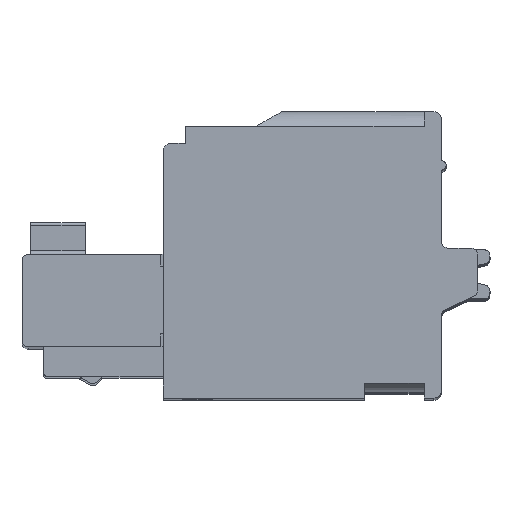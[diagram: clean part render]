
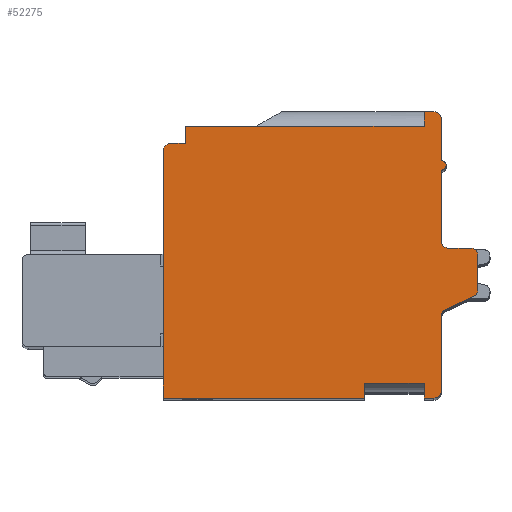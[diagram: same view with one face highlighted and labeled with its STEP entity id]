
A CAD part, top view. The second image highlights one B-rep face of the part: STEP entity #52275.
In plain terms, the highlighted planar face has unit normal (0, 0, 1).
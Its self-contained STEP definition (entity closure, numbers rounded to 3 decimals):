
#333=DIRECTION('',(0.,1.,0.));
#334=VECTOR('',#333,3.059);
#335=CARTESIAN_POINT('',(0.7,0.3,35.));
#336=LINE('',#335,#334);
#3318=DIRECTION('',(0.,-1.,0.));
#3319=VECTOR('',#3318,0.6);
#3320=CARTESIAN_POINT('',(0.,0.6,35.));
#3321=LINE('',#3320,#3319);
#10505=DIRECTION('',(0.,-1.,0.));
#10506=VECTOR('',#10505,0.7);
#10507=CARTESIAN_POINT('',(-9.8,11.15,35.));
#10508=LINE('',#10507,#10506);
#10633=DIRECTION('',(-1.,0.,0.));
#10634=VECTOR('',#10633,9.8);
#10635=CARTESIAN_POINT('',(0.,11.15,35.));
#10636=LINE('',#10635,#10634);
#12117=CARTESIAN_POINT('',(0.7,9.55,35.));
#12118=DIRECTION('',(0.,0.,1.));
#12119=DIRECTION('',(0.,-1.,0.));
#12120=AXIS2_PLACEMENT_3D('',#12117,#12118,#12119);
#12311=DIRECTION('',(0.,1.,0.));
#12312=VECTOR('',#12311,2.9);
#12313=CARTESIAN_POINT('',(0.7,6.45,35.));
#12314=LINE('',#12313,#12312);
#12627=DIRECTION('',(0.,1.,0.));
#12628=VECTOR('',#12627,10.15);
#12629=CARTESIAN_POINT('',(-10.7,0.,35.));
#12630=LINE('',#12629,#12628);
#12631=CARTESIAN_POINT('',(-10.4,10.15,35.));
#12632=DIRECTION('',(0.,0.,-1.));
#12633=DIRECTION('',(-1.,0.,0.));
#12634=AXIS2_PLACEMENT_3D('',#12631,#12632,#12633);
#12636=DIRECTION('',(1.,0.,0.));
#12637=VECTOR('',#12636,0.6);
#12638=CARTESIAN_POINT('',(-10.4,10.45,35.));
#12639=LINE('',#12638,#12637);
#12640=DIRECTION('',(1.,0.,0.));
#12641=VECTOR('',#12640,0.4);
#12642=CARTESIAN_POINT('',(0.,11.75,35.));
#12643=LINE('',#12642,#12641);
#12644=CARTESIAN_POINT('',(0.4,11.45,35.));
#12645=DIRECTION('',(0.,0.,-1.));
#12646=DIRECTION('',(0.,1.,0.));
#12647=AXIS2_PLACEMENT_3D('',#12644,#12645,#12646);
#12649=DIRECTION('',(0.,-1.,0.));
#12650=VECTOR('',#12649,1.7);
#12651=CARTESIAN_POINT('',(0.7,11.45,35.));
#12652=LINE('',#12651,#12650);
#12653=CARTESIAN_POINT('',(1.,6.45,35.));
#12654=DIRECTION('',(0.,0.,1.));
#12655=DIRECTION('',(-1.,0.,0.));
#12656=AXIS2_PLACEMENT_3D('',#12653,#12654,#12655);
#12658=DIRECTION('',(1.,0.,0.));
#12659=VECTOR('',#12658,0.9);
#12660=CARTESIAN_POINT('',(1.,6.15,35.));
#12661=LINE('',#12660,#12659);
#12662=CARTESIAN_POINT('',(1.9,5.85,35.));
#12663=DIRECTION('',(0.,0.,-1.));
#12664=DIRECTION('',(0.,1.,0.));
#12665=AXIS2_PLACEMENT_3D('',#12662,#12663,#12664);
#12667=DIRECTION('',(0.,-1.,0.));
#12668=VECTOR('',#12667,1.409);
#12669=CARTESIAN_POINT('',(2.2,5.85,35.));
#12670=LINE('',#12669,#12668);
#12671=CARTESIAN_POINT('',(1.9,4.441,35.));
#12672=DIRECTION('',(0.,0.,-1.));
#12673=DIRECTION('',(1.,0.,0.));
#12674=AXIS2_PLACEMENT_3D('',#12671,#12672,#12673);
#12676=DIRECTION('',(-0.906,-0.423,0.));
#12677=VECTOR('',#12676,1.273);
#12678=CARTESIAN_POINT('',(2.027,4.169,35.));
#12679=LINE('',#12678,#12677);
#12680=CARTESIAN_POINT('',(1.,3.359,35.));
#12681=DIRECTION('',(0.,0.,1.));
#12682=DIRECTION('',(-0.423,0.906,0.));
#12683=AXIS2_PLACEMENT_3D('',#12680,#12681,#12682);
#12685=CARTESIAN_POINT('',(0.4,0.3,35.));
#12686=DIRECTION('',(0.,0.,-1.));
#12687=DIRECTION('',(1.,0.,0.));
#12688=AXIS2_PLACEMENT_3D('',#12685,#12686,#12687);
#12690=DIRECTION('',(-1.,0.,0.));
#12691=VECTOR('',#12690,0.4);
#12692=CARTESIAN_POINT('',(0.4,0.,35.));
#12693=LINE('',#12692,#12691);
#12694=DIRECTION('',(0.,-1.,0.));
#12695=VECTOR('',#12694,0.6);
#12696=CARTESIAN_POINT('',(-2.45,0.6,35.));
#12697=LINE('',#12696,#12695);
#12698=DIRECTION('',(-1.,0.,0.));
#12699=VECTOR('',#12698,8.25);
#12700=CARTESIAN_POINT('',(-2.45,0.,35.));
#12701=LINE('',#12700,#12699);
#12933=DIRECTION('',(0.,-1.,0.));
#12934=VECTOR('',#12933,0.6);
#12935=CARTESIAN_POINT('',(0.,11.75,35.));
#12936=LINE('',#12935,#12934);
#12995=DIRECTION('',(1.,0.,0.));
#12996=VECTOR('',#12995,2.45);
#12997=CARTESIAN_POINT('',(-2.45,0.6,35.));
#12998=LINE('',#12997,#12996);
#35369=CARTESIAN_POINT('',(-2.45,0.,35.));
#35370=CARTESIAN_POINT('',(-10.7,0.,35.));
#35371=VERTEX_POINT('',#35369);
#35372=VERTEX_POINT('',#35370);
#35425=CARTESIAN_POINT('',(-10.7,10.15,35.));
#35426=VERTEX_POINT('',#35425);
#35567=CARTESIAN_POINT('',(-9.8,11.15,35.));
#35568=CARTESIAN_POINT('',(-9.8,10.45,35.));
#35569=VERTEX_POINT('',#35567);
#35570=VERTEX_POINT('',#35568);
#35587=CARTESIAN_POINT('',(0.,11.15,35.));
#35588=VERTEX_POINT('',#35587);
#35607=CARTESIAN_POINT('',(0.,11.75,35.));
#35608=CARTESIAN_POINT('',(0.4,11.75,35.));
#35609=VERTEX_POINT('',#35607);
#35610=VERTEX_POINT('',#35608);
#35611=CARTESIAN_POINT('',(0.7,11.45,35.));
#35612=VERTEX_POINT('',#35611);
#35621=CARTESIAN_POINT('',(0.7,9.75,35.));
#35622=VERTEX_POINT('',#35621);
#35631=CARTESIAN_POINT('',(0.7,6.45,35.));
#35632=VERTEX_POINT('',#35631);
#35633=CARTESIAN_POINT('',(0.7,9.35,35.));
#35634=VERTEX_POINT('',#35633);
#35649=CARTESIAN_POINT('',(0.7,0.3,35.));
#35650=CARTESIAN_POINT('',(0.7,3.359,35.));
#35651=VERTEX_POINT('',#35649);
#35652=VERTEX_POINT('',#35650);
#35687=CARTESIAN_POINT('',(0.4,0.,35.));
#35688=VERTEX_POINT('',#35687);
#35689=CARTESIAN_POINT('',(0.,0.,35.));
#35690=VERTEX_POINT('',#35689);
#35692=CARTESIAN_POINT('',(0.,0.6,35.));
#35694=VERTEX_POINT('',#35692);
#35699=CARTESIAN_POINT('',(-2.45,0.6,35.));
#35700=VERTEX_POINT('',#35699);
#35703=CARTESIAN_POINT('',(-10.4,10.45,35.));
#35704=VERTEX_POINT('',#35703);
#35705=CARTESIAN_POINT('',(1.,6.15,35.));
#35706=VERTEX_POINT('',#35705);
#35707=CARTESIAN_POINT('',(1.9,6.15,35.));
#35708=VERTEX_POINT('',#35707);
#35709=CARTESIAN_POINT('',(2.2,5.85,35.));
#35710=VERTEX_POINT('',#35709);
#35711=CARTESIAN_POINT('',(2.2,4.441,35.));
#35712=VERTEX_POINT('',#35711);
#35713=CARTESIAN_POINT('',(2.027,4.169,35.));
#35714=VERTEX_POINT('',#35713);
#35715=CARTESIAN_POINT('',(0.873,3.631,35.));
#35716=VERTEX_POINT('',#35715);
#52233=CARTESIAN_POINT('',(-1.384,8.507,35.));
#52234=DIRECTION('',(0.,0.,1.));
#52235=DIRECTION('',(1.,0.,0.));
#52236=AXIS2_PLACEMENT_3D('',#52233,#52234,#52235);
#52237=PLANE('',#52236);
#52238=ORIENTED_EDGE('',*,*,#42794,.T.);
#52240=ORIENTED_EDGE('',*,*,#52239,.T.);
#52242=ORIENTED_EDGE('',*,*,#52241,.T.);
#52243=ORIENTED_EDGE('',*,*,#49382,.F.);
#52244=ORIENTED_EDGE('',*,*,#49585,.F.);
#52246=ORIENTED_EDGE('',*,*,#52245,.F.);
#52247=ORIENTED_EDGE('',*,*,#51499,.T.);
#52248=ORIENTED_EDGE('',*,*,#51558,.T.);
#52249=ORIENTED_EDGE('',*,*,#51581,.T.);
#52250=ORIENTED_EDGE('',*,*,#51764,.F.);
#52251=ORIENTED_EDGE('',*,*,#51853,.F.);
#52253=ORIENTED_EDGE('',*,*,#52252,.T.);
#52255=ORIENTED_EDGE('',*,*,#52254,.T.);
#52257=ORIENTED_EDGE('',*,*,#52256,.T.);
#52259=ORIENTED_EDGE('',*,*,#52258,.T.);
#52261=ORIENTED_EDGE('',*,*,#52260,.T.);
#52263=ORIENTED_EDGE('',*,*,#52262,.T.);
#52264=ORIENTED_EDGE('',*,*,#52224,.T.);
#52265=ORIENTED_EDGE('',*,*,#36027,.F.);
#52266=ORIENTED_EDGE('',*,*,#39296,.T.);
#52267=ORIENTED_EDGE('',*,*,#39311,.T.);
#52268=ORIENTED_EDGE('',*,*,#39330,.F.);
#52270=ORIENTED_EDGE('',*,*,#52269,.F.);
#52271=ORIENTED_EDGE('',*,*,#39444,.T.);
#52272=ORIENTED_EDGE('',*,*,#39547,.T.);
#52273=EDGE_LOOP('',(#52238,#52240,#52242,#52243,#52244,#52246,#52247,#52248,
#52249,#52250,#52251,#52253,#52255,#52257,#52259,#52261,#52263,#52264,#52265,
#52266,#52267,#52268,#52270,#52271,#52272));
#52274=FACE_OUTER_BOUND('',#52273,.F.);
#12121=CIRCLE('',#12120,0.2);
#12635=CIRCLE('',#12634,0.3);
#12648=CIRCLE('',#12647,0.3);
#12657=CIRCLE('',#12656,0.3);
#12666=CIRCLE('',#12665,0.3);
#12675=CIRCLE('',#12674,0.3);
#12684=CIRCLE('',#12683,0.3);
#12689=CIRCLE('',#12688,0.3);
#36027=EDGE_CURVE('',#35651,#35652,#336,.T.);
#39296=EDGE_CURVE('',#35651,#35688,#12689,.T.);
#39311=EDGE_CURVE('',#35688,#35690,#12693,.T.);
#39330=EDGE_CURVE('',#35694,#35690,#3321,.T.);
#39444=EDGE_CURVE('',#35700,#35371,#12697,.T.);
#39547=EDGE_CURVE('',#35371,#35372,#12701,.T.);
#42794=EDGE_CURVE('',#35372,#35426,#12630,.T.);
#49382=EDGE_CURVE('',#35569,#35570,#10508,.T.);
#49585=EDGE_CURVE('',#35588,#35569,#10636,.T.);
#51499=EDGE_CURVE('',#35609,#35610,#12643,.T.);
#51558=EDGE_CURVE('',#35610,#35612,#12648,.T.);
#51581=EDGE_CURVE('',#35612,#35622,#12652,.T.);
#51764=EDGE_CURVE('',#35634,#35622,#12121,.T.);
#51853=EDGE_CURVE('',#35632,#35634,#12314,.T.);
#52224=EDGE_CURVE('',#35716,#35652,#12684,.T.);
#52239=EDGE_CURVE('',#35426,#35704,#12635,.T.);
#52241=EDGE_CURVE('',#35704,#35570,#12639,.T.);
#52245=EDGE_CURVE('',#35609,#35588,#12936,.T.);
#52252=EDGE_CURVE('',#35632,#35706,#12657,.T.);
#52254=EDGE_CURVE('',#35706,#35708,#12661,.T.);
#52256=EDGE_CURVE('',#35708,#35710,#12666,.T.);
#52258=EDGE_CURVE('',#35710,#35712,#12670,.T.);
#52260=EDGE_CURVE('',#35712,#35714,#12675,.T.);
#52262=EDGE_CURVE('',#35714,#35716,#12679,.T.);
#52269=EDGE_CURVE('',#35700,#35694,#12998,.T.);
#52275=ADVANCED_FACE('',(#52274),#52237,.T.);
